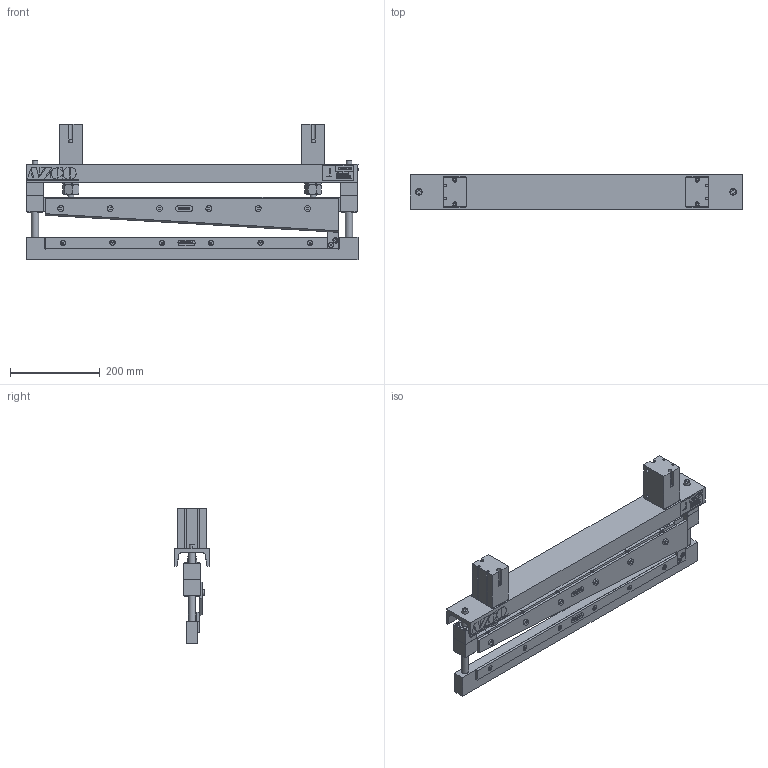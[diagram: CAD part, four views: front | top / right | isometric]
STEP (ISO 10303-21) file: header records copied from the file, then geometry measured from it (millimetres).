
FILE_DESCRIPTION(/* description */ (''),/* implementation_level */ '2;1');
FILE_NAME(/* name */ 'GC630-V1_Shrinkwrap_3.stp',/* time_stamp */ '2020-09-17T08:05:41-04:00',/* author */ ('ppanana'),/* organization */ (''),/* preprocessor_version */ 'ST-DEVELOPER v16.1',/* originating_system */ 'Autodesk Inventor 2016',/* authorisation */ '');
FILE_SCHEMA (('AUTOMOTIVE_DESIGN { 1 0 10303 214 3 1 1 }'));
Products named in the file (1): GC630-V1_Shrinkwrap_3
Bounding box: 740 x 76.4 x 302.34 mm (x, y, z)
Surface area: 636730.3 mm2 (no closed solid volume)
Topology: 0 solids, 113 shells, 344 faces, 2191 edges, 1961 vertices
Faces by surface type: plane 261, cylinder 50, cone 21, bspline 6, torus 6
Full cylindrical faces by diameter (mm): 6.647 x2, 8 x6, 8.5 x4, 10 x4, 13 x8, 13.8 x2, 16 x4
Entity records: 49495 total; most frequent: CARTESIAN_POINT 33815, DIRECTION 2576, ORIENTED_EDGE 2537, EDGE_CURVE 2088, VERTEX_POINT 1874, LINE 1314, VECTOR 1314, AXIS2_PLACEMENT_3D 631
